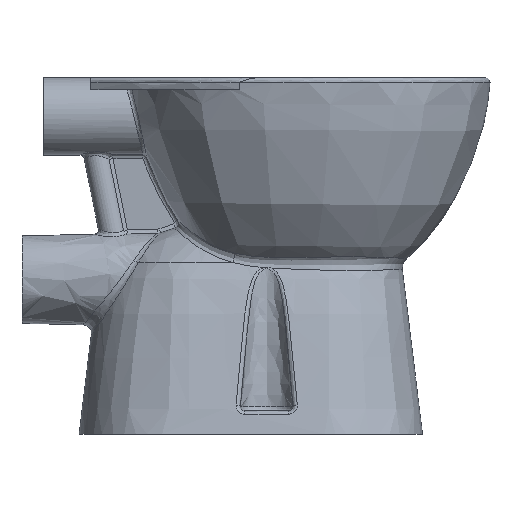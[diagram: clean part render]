
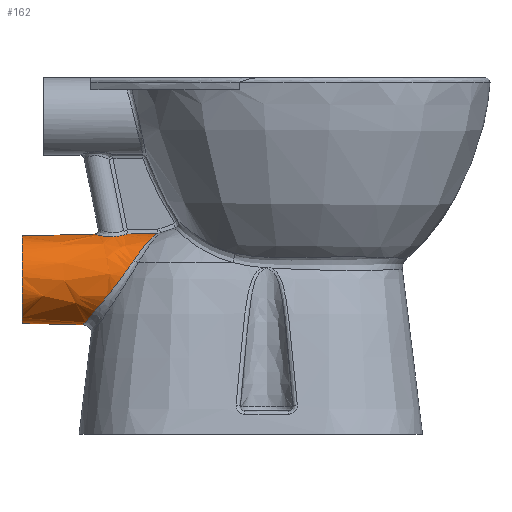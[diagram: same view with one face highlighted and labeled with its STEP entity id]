
A CAD part, left-side view. The second image highlights one B-rep face of the part: STEP entity #162.
In plain terms, the highlighted free-form (B-spline) face has degree [2, 1] with [9, 2] control points.
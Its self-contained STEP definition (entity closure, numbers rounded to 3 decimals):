
#162=ADVANCED_FACE('',(#473),#4455,.T.);
#473=FACE_OUTER_BOUND('',#793,.T.);
#793=EDGE_LOOP('',(#1556,#1557,#1558,#1559,#1560,#1561,#1562));
#1556=ORIENTED_EDGE('',*,*,#2680,.T.);
#1557=ORIENTED_EDGE('',*,*,#2821,.T.);
#1558=ORIENTED_EDGE('',*,*,#2684,.T.);
#1559=ORIENTED_EDGE('',*,*,#2683,.T.);
#1560=ORIENTED_EDGE('',*,*,#2690,.T.);
#1561=ORIENTED_EDGE('',*,*,#2624,.T.);
#1562=ORIENTED_EDGE('',*,*,#2621,.T.);
#2621=EDGE_CURVE('',#3958,#3956,#3253,.T.);
#2624=EDGE_CURVE('',#3959,#3958,#3255,.T.);
#2680=EDGE_CURVE('',#3956,#3984,#3292,.T.);
#2683=EDGE_CURVE('',#3986,#3985,#3732,.T.);
#2684=EDGE_CURVE('',#3987,#3986,#3293,.T.);
#2690=EDGE_CURVE('',#3985,#3959,#3298,.T.);
#2821=EDGE_CURVE('',#3984,#3987,#3395,.T.);
#3253=B_SPLINE_CURVE_WITH_KNOTS('',3,(#28045,#28046,#28047,#28048,#28049,
#28050,#28051,#28052,#28053,#28054,#28055,#28056,#28057),.UNSPECIFIED.,
 .F.,.F.,(4,1,1,1,1,1,1,1,1,1,4),(0.,6.12,12.24,18.36,
24.48,30.601,36.721,42.841,48.961,
55.081,61.201),.UNSPECIFIED.);
#3255=B_SPLINE_CURVE_WITH_KNOTS('',3,(#28081,#28082,#28083,#28084,#28085,
#28086,#28087,#28088,#28089,#28090,#28091,#28092,#28093,#28094,#28095,#28096,
#28097,#28098),.UNSPECIFIED.,.F.,.F.,(4,1,1,1,1,1,1,1,1,1,1,1,1,1,1,4),
(0.,8.204,16.408,24.613,32.817,
41.021,49.225,57.429,65.633,73.838,
82.042,90.246,98.45,106.654,114.858,
123.063),.UNSPECIFIED.);
#3292=B_SPLINE_CURVE_WITH_KNOTS('',1,(#28410,#28411),.UNSPECIFIED.,.F.,
 .F.,(2,2),(0.,34.975),.UNSPECIFIED.);
#3293=B_SPLINE_CURVE_WITH_KNOTS('',1,(#28423,#28424),.UNSPECIFIED.,.F.,
 .F.,(2,2),(-84.177,0.),.UNSPECIFIED.);
#3298=B_SPLINE_CURVE_WITH_KNOTS('',1,(#28444,#28445),.UNSPECIFIED.,.F.,
 .F.,(2,2),(0.,70.996),.UNSPECIFIED.);
#3395=B_SPLINE_CURVE_WITH_KNOTS('',3,(#29811,#29812,#29813,#29814,#29815,
#29816,#29817,#29818,#29819,#29820,#29821,#29822,#29823,#29824,#29825,#29826,
#29827,#29828,#29829,#29830,#29831,#29832),.UNSPECIFIED.,.F.,.F.,(4,1,1,
1,1,1,1,1,1,1,1,1,1,1,1,1,1,1,1,4),(0.,2.775,5.551,
8.326,11.101,13.876,16.652,19.427,
22.202,24.977,27.753,30.528,33.303,
36.078,38.854,41.629,44.404,47.18,
49.955,52.73),.UNSPECIFIED.);
#3732=(
BOUNDED_CURVE()
B_SPLINE_CURVE(2,(#28418,#28419,#28420,#28421,#28422),.UNSPECIFIED.,.F.,
 .F.)
B_SPLINE_CURVE_WITH_KNOTS((3,2,3),(-160.221,-80.111,
0.),.UNSPECIFIED.)
CURVE()
GEOMETRIC_REPRESENTATION_ITEM()
RATIONAL_B_SPLINE_CURVE((1.,0.707,1.,0.707,1.))
REPRESENTATION_ITEM('')
);
#3956=VERTEX_POINT('',#25624);
#3958=VERTEX_POINT('',#25626);
#3959=VERTEX_POINT('',#25627);
#3984=VERTEX_POINT('',#25652);
#3985=VERTEX_POINT('',#25653);
#3986=VERTEX_POINT('',#25654);
#3987=VERTEX_POINT('',#25655);
#4455=(
BOUNDED_SURFACE()
B_SPLINE_SURFACE(2,1,((#12234,#12235),(#12236,#12237),(#12238,#12239),(#12240,
#12241),(#12242,#12243),(#12244,#12245),(#12246,#12247),(#12248,#12249),
(#12250,#12251)),.UNSPECIFIED.,.T.,.F.,.F.)
B_SPLINE_SURFACE_WITH_KNOTS((3,2,2,2,3),(2,2),(0.,94.059,188.118,
282.177,376.236),(0.,2770.091),.UNSPECIFIED.)
GEOMETRIC_REPRESENTATION_ITEM()
RATIONAL_B_SPLINE_SURFACE(((1.,1.),(0.707,0.707),
(1.,1.),(0.707,0.707),(1.,1.),(0.707,
0.707),(1.,1.),(0.707,0.707),(1.,1.)))
REPRESENTATION_ITEM('')
SURFACE()
);
#12234=CARTESIAN_POINT('',(0.,2358.75,180.));
#12235=CARTESIAN_POINT('',(59.88,-410.694,180.));
#12236=CARTESIAN_POINT('',(0.,2358.75,180.));
#12237=CARTESIAN_POINT('',(59.88,-410.694,239.88));
#12238=CARTESIAN_POINT('',(0.,2358.75,180.));
#12239=CARTESIAN_POINT('',(0.,-410.694,239.88));
#12240=CARTESIAN_POINT('',(0.,2358.75,180.));
#12241=CARTESIAN_POINT('',(-59.88,-410.694,239.88));
#12242=CARTESIAN_POINT('',(0.,2358.75,180.));
#12243=CARTESIAN_POINT('',(-59.88,-410.694,180.));
#12244=CARTESIAN_POINT('',(0.,2358.75,180.));
#12245=CARTESIAN_POINT('',(-59.88,-410.694,120.12));
#12246=CARTESIAN_POINT('',(0.,2358.75,180.));
#12247=CARTESIAN_POINT('',(0.,-410.694,120.12));
#12248=CARTESIAN_POINT('',(0.,2358.75,180.));
#12249=CARTESIAN_POINT('',(59.88,-410.694,120.12));
#12250=CARTESIAN_POINT('',(0.,2358.75,180.));
#12251=CARTESIAN_POINT('',(59.88,-410.694,180.));
#25624=CARTESIAN_POINT('',(-8.243,-157.726,233.782));
#25626=CARTESIAN_POINT('',(-49.176,-129.925,201.843));
#25627=CARTESIAN_POINT('',(0.,-70.979,127.465));
#25652=CARTESIAN_POINT('',(-8.233,-122.759,233.019));
#25653=CARTESIAN_POINT('',(0.,0.,129.));
#25654=CARTESIAN_POINT('',(0.,0.,231.));
#25655=CARTESIAN_POINT('',(0.,-84.157,232.82));
#28045=CARTESIAN_POINT('',(-49.176,-129.925,201.843));
#28046=CARTESIAN_POINT('',(-48.355,-131.285,203.764));
#28047=CARTESIAN_POINT('',(-46.473,-133.963,207.532));
#28048=CARTESIAN_POINT('',(-43.059,-137.767,212.765));
#28049=CARTESIAN_POINT('',(-38.801,-141.623,217.836));
#28050=CARTESIAN_POINT('',(-34.181,-145.151,222.129));
#28051=CARTESIAN_POINT('',(-29.49,-148.319,225.597));
#28052=CARTESIAN_POINT('',(-24.872,-151.078,228.323));
#28053=CARTESIAN_POINT('',(-20.361,-153.412,230.433));
#28054=CARTESIAN_POINT('',(-16.016,-155.321,232.008));
#28055=CARTESIAN_POINT('',(-11.933,-156.783,233.115));
#28056=CARTESIAN_POINT('',(-9.432,-157.457,233.594));
#28057=CARTESIAN_POINT('',(-8.243,-157.726,233.782));
#28081=CARTESIAN_POINT('',(0.,-70.979,127.465));
#28082=CARTESIAN_POINT('',(-2.976,-70.98,127.466));
#28083=CARTESIAN_POINT('',(-9.101,-71.457,127.964));
#28084=CARTESIAN_POINT('',(-18.494,-73.71,130.424));
#28085=CARTESIAN_POINT('',(-27.82,-77.609,134.866));
#28086=CARTESIAN_POINT('',(-35.939,-82.814,140.936));
#28087=CARTESIAN_POINT('',(-42.022,-88.34,147.495));
#28088=CARTESIAN_POINT('',(-46.363,-93.652,153.932));
#28089=CARTESIAN_POINT('',(-49.393,-98.611,160.063));
#28090=CARTESIAN_POINT('',(-51.432,-103.236,165.89));
#28091=CARTESIAN_POINT('',(-52.683,-107.349,171.163));
#28092=CARTESIAN_POINT('',(-53.453,-111.869,177.069));
#28093=CARTESIAN_POINT('',(-53.536,-116.313,183.002));
#28094=CARTESIAN_POINT('',(-52.999,-120.454,188.63));
#28095=CARTESIAN_POINT('',(-51.969,-124.176,193.77));
#28096=CARTESIAN_POINT('',(-50.613,-127.401,198.281));
#28097=CARTESIAN_POINT('',(-49.648,-129.142,200.739));
#28098=CARTESIAN_POINT('',(-49.176,-129.925,201.843));
#28410=CARTESIAN_POINT('',(-8.243,-157.726,233.782));
#28411=CARTESIAN_POINT('',(-8.233,-122.759,233.019));
#28418=CARTESIAN_POINT('',(0.,0.,231.));
#28419=CARTESIAN_POINT('',(-51.,0.,231.));
#28420=CARTESIAN_POINT('',(-51.,0.,180.));
#28421=CARTESIAN_POINT('',(-51.,0.,129.));
#28422=CARTESIAN_POINT('',(0.,0.,129.));
#28423=CARTESIAN_POINT('',(0.,-84.157,232.82));
#28424=CARTESIAN_POINT('',(0.,0.,231.));
#28444=CARTESIAN_POINT('',(0.,0.,129.));
#28445=CARTESIAN_POINT('',(0.,-70.979,127.465));
#29811=CARTESIAN_POINT('',(-8.233,-122.759,233.019));
#29812=CARTESIAN_POINT('',(-8.544,-122.596,232.967));
#29813=CARTESIAN_POINT('',(-9.182,-122.237,232.854));
#29814=CARTESIAN_POINT('',(-10.182,-121.587,232.657));
#29815=CARTESIAN_POINT('',(-11.219,-120.808,232.429));
#29816=CARTESIAN_POINT('',(-12.28,-119.876,232.17));
#29817=CARTESIAN_POINT('',(-13.355,-118.768,231.881));
#29818=CARTESIAN_POINT('',(-14.422,-117.456,231.564));
#29819=CARTESIAN_POINT('',(-15.455,-115.91,231.229));
#29820=CARTESIAN_POINT('',(-16.415,-114.098,230.888));
#29821=CARTESIAN_POINT('',(-17.254,-111.992,230.561));
#29822=CARTESIAN_POINT('',(-17.907,-109.565,230.276));
#29823=CARTESIAN_POINT('',(-18.292,-106.801,230.073));
#29824=CARTESIAN_POINT('',(-18.312,-103.705,229.994));
#29825=CARTESIAN_POINT('',(-17.851,-100.324,230.085));
#29826=CARTESIAN_POINT('',(-16.788,-96.729,230.374));
#29827=CARTESIAN_POINT('',(-14.944,-92.972,230.879));
#29828=CARTESIAN_POINT('',(-12.111,-89.298,231.564));
#29829=CARTESIAN_POINT('',(-8.333,-86.289,232.26));
#29830=CARTESIAN_POINT('',(-4.107,-84.51,232.723));
#29831=CARTESIAN_POINT('',(-1.373,-84.157,232.82));
#29832=CARTESIAN_POINT('',(0.,-84.157,232.82));
